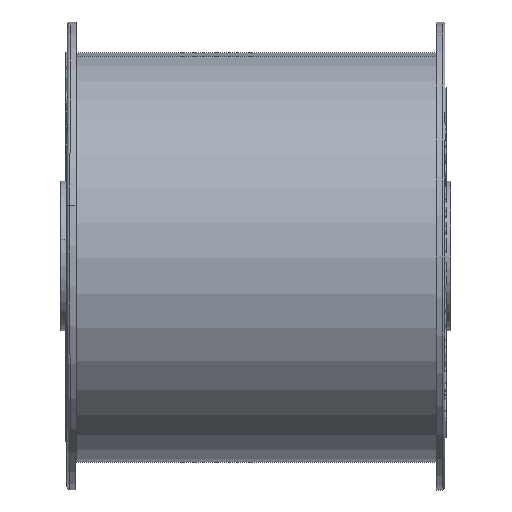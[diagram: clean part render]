
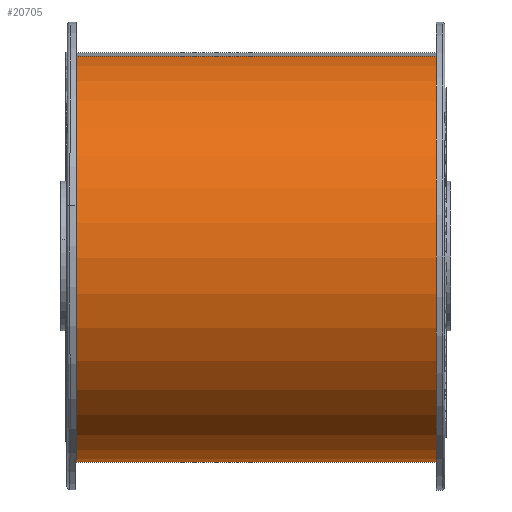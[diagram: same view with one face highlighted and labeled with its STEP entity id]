
A CAD part, left-side view. The second image highlights one B-rep face of the part: STEP entity #20705.
In plain terms, the highlighted cylindrical face has radius 34.124 mm (diameter 68.248 mm), a partial arc.
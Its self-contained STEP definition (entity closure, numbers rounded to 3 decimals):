
#1410 = EDGE_CURVE ( 'NONE', #15087, #16013, #13278, .T. ) ;
#1835 = CIRCLE ( 'NONE', #18990, 34.124 ) ;
#2118 = ORIENTED_EDGE ( 'NONE', *, *, #1410, .T. ) ;
#2633 = CARTESIAN_POINT ( 'NONE',  ( -34.399, 60., 0. ) ) ;
#2941 = DIRECTION ( 'NONE',  ( 0., -1., 0. ) ) ;
#2951 = VECTOR ( 'NONE', #9996, 1000. ) ;
#3256 = DIRECTION ( 'NONE',  ( 1., 0., 0. ) ) ;
#4750 = AXIS2_PLACEMENT_3D ( 'NONE', #16965, #6348, #18842 ) ;
#5493 = DIRECTION ( 'NONE',  ( 0., -1., 0. ) ) ;
#6348 = DIRECTION ( 'NONE',  ( 0., -1., 0. ) ) ;
#6379 = EDGE_CURVE ( 'NONE', #8598, #8991, #16348, .T. ) ;
#6450 = CYLINDRICAL_SURFACE ( 'NONE', #8647, 34.124 ) ;
#7747 = CIRCLE ( 'NONE', #4750, 34.124 ) ;
#8598 = VERTEX_POINT ( 'NONE', #13075 ) ;
#8647 = AXIS2_PLACEMENT_3D ( 'NONE', #20928, #2941, #18836 ) ;
#8991 = VERTEX_POINT ( 'NONE', #10245 ) ;
#9996 = DIRECTION ( 'NONE',  ( 0., -1., 0. ) ) ;
#10160 = DIRECTION ( 'NONE',  ( 0., -1., 0. ) ) ;
#10245 = CARTESIAN_POINT ( 'NONE',  ( 33.849, 0., 0. ) ) ;
#12565 = EDGE_CURVE ( 'NONE', #8598, #15087, #1835, .T. ) ;
#12865 = CARTESIAN_POINT ( 'NONE',  ( 33.849, 60., 0. ) ) ;
#13075 = CARTESIAN_POINT ( 'NONE',  ( 33.849, 60., 0. ) ) ;
#13278 = LINE ( 'NONE', #2633, #2951 ) ;
#14249 = VECTOR ( 'NONE', #5493, 1000. ) ;
#15087 = VERTEX_POINT ( 'NONE', #20332 ) ;
#15306 = ORIENTED_EDGE ( 'NONE', *, *, #6379, .F. ) ;
#16013 = VERTEX_POINT ( 'NONE', #17903 ) ;
#16348 = LINE ( 'NONE', #12865, #14249 ) ;
#16965 = CARTESIAN_POINT ( 'NONE',  ( -0.275, 0., 0. ) ) ;
#17374 = EDGE_LOOP ( 'NONE', ( #20505, #15306, #18338, #2118 ) ) ;
#17804 = EDGE_CURVE ( 'NONE', #8991, #16013, #7747, .T. ) ;
#17903 = CARTESIAN_POINT ( 'NONE',  ( -34.399, 0., 0. ) ) ;
#18338 = ORIENTED_EDGE ( 'NONE', *, *, #12565, .T. ) ;
#18836 = DIRECTION ( 'NONE',  ( 0., 0., -1. ) ) ;
#18842 = DIRECTION ( 'NONE',  ( 1., 0., 0. ) ) ;
#18939 = FACE_OUTER_BOUND ( 'NONE', #17374, .T. ) ;
#18990 = AXIS2_PLACEMENT_3D ( 'NONE', #20905, #10160, #3256 ) ;
#20332 = CARTESIAN_POINT ( 'NONE',  ( -34.399, 60., 0. ) ) ;
#20505 = ORIENTED_EDGE ( 'NONE', *, *, #17804, .F. ) ;
#20705 = ADVANCED_FACE ( 'NONE', ( #18939 ), #6450, .T. ) ;
#20905 = CARTESIAN_POINT ( 'NONE',  ( -0.275, 60., 0. ) ) ;
#20928 = CARTESIAN_POINT ( 'NONE',  ( -0.275, 60., 0. ) ) ;
